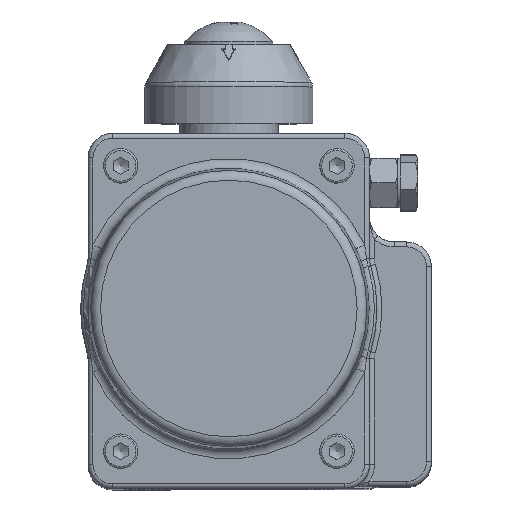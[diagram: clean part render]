
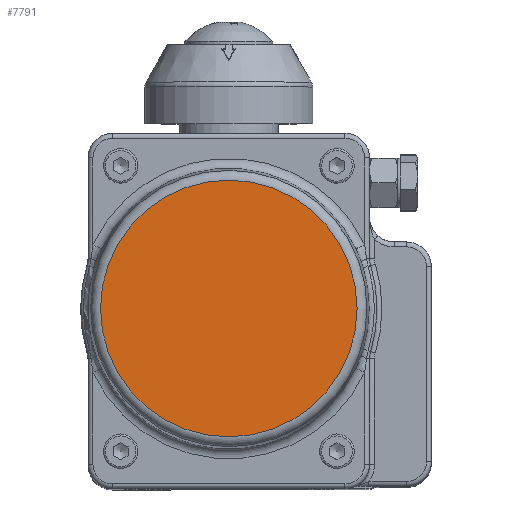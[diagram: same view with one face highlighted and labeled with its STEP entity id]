
A CAD part, top view. The second image highlights one B-rep face of the part: STEP entity #7791.
In plain terms, the highlighted planar face has unit normal (0, 0, 1).
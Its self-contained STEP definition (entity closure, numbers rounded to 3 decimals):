
#660=PLANE('',#8513);
#1292=FACE_OUTER_BOUND('',#1800,.T.);
#1800=EDGE_LOOP('',(#6476));
#3206=CIRCLE('',#8514,25.978);
#3853=VERTEX_POINT('',#13180);
#4776=EDGE_CURVE('',#3853,#3853,#3206,.T.);
#6476=ORIENTED_EDGE('',*,*,#4776,.F.);
#7791=ADVANCED_FACE('',(#1292),#660,.T.);
#8513=AXIS2_PLACEMENT_3D('',#13179,#10125,#10126);
#8514=AXIS2_PLACEMENT_3D('',#13181,#10127,#10128);
#10125=DIRECTION('center_axis',(0.,0.,1.));
#10126=DIRECTION('ref_axis',(1.,0.,0.));
#10127=DIRECTION('center_axis',(0.,0.,-1.));
#10128=DIRECTION('ref_axis',(-1.,0.,0.));
#13179=CARTESIAN_POINT('Origin',(0.,0.,76.5));
#13180=CARTESIAN_POINT('',(25.978,0.,76.5));
#13181=CARTESIAN_POINT('Origin',(0.,0.,76.5));
